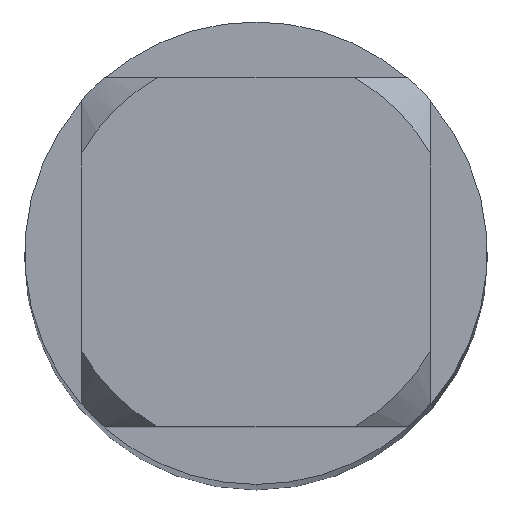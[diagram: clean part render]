
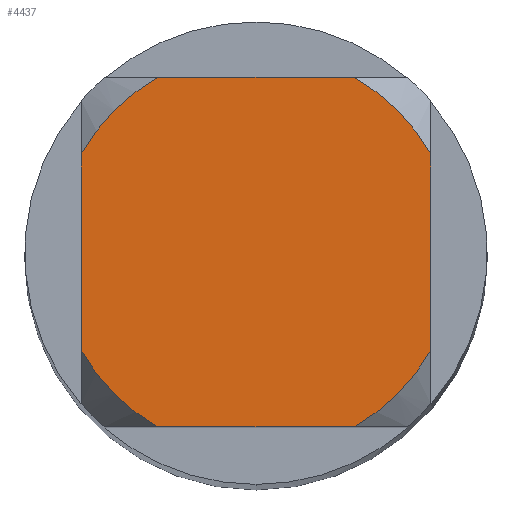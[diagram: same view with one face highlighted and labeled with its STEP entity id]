
A CAD part, top view. The second image highlights one B-rep face of the part: STEP entity #4437.
In plain terms, the highlighted planar face has unit normal (0, 0, 1).
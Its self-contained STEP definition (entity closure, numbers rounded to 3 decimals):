
#2523=EDGE_CURVE('',#5751,#3585,#7227,.T.);
#2683=EDGE_CURVE('',#6129,#3585,#7399,.T.);
#2959=VERTEX_POINT('',#7692);
#2997=EDGE_CURVE('',#6129,#3897,#7735,.T.);
#3037=EDGE_CURVE('',#3305,#2959,#7778,.T.);
#3079=EDGE_CURVE('',#5321,#6615,#7821,.T.);
#3305=VERTEX_POINT('',#8060);
#3585=VERTEX_POINT('',#8362);
#3897=VERTEX_POINT('',#8702);
#4255=EDGE_CURVE('',#3305,#6615,#9096,.T.);
#4437=ADVANCED_FACE('',(#9293),#9294,.T.);
#4577=EDGE_CURVE('',#5321,#3897,#9446,.T.);
#4873=EDGE_CURVE('',#5751,#2959,#9769,.T.);
#5321=VERTEX_POINT('',#10264);
#5751=VERTEX_POINT('',#10729);
#6129=VERTEX_POINT('',#11146);
#6615=VERTEX_POINT('',#11679);
#7227=CIRCLE('',#12455,1.95);
#7399=LINE('',#12755,#12756);
#7692=CARTESIAN_POINT('',(-1.7,-0.955,0.0));
#7735=CIRCLE('',#13367,1.95);
#7778=CIRCLE('',#13435,1.95);
#7821=CIRCLE('',#13529,1.95);
#8060=CARTESIAN_POINT('',(-0.955,-1.7,0.0));
#8362=CARTESIAN_POINT('',(-0.955,1.7,0.0));
#8702=CARTESIAN_POINT('',(1.7,0.955,0.0));
#9096=LINE('',#15895,#15896);
#9293=FACE_OUTER_BOUND('',#16196,.T.);
#9294=PLANE('',#16197);
#9446=LINE('',#16490,#16491);
#9769=LINE('',#17092,#17093);
#10264=CARTESIAN_POINT('',(1.7,-0.955,0.0));
#10729=CARTESIAN_POINT('',(-1.7,0.955,0.0));
#11146=CARTESIAN_POINT('',(0.955,1.7,0.0));
#11679=CARTESIAN_POINT('',(0.955,-1.7,0.0));
#12455=AXIS2_PLACEMENT_3D('',#21360,#21361,#21362);
#12755=CARTESIAN_POINT('',(0.0,1.7,0.0));
#12756=VECTOR('',#21522,1.0);
#13367=AXIS2_PLACEMENT_3D('',#21830,#21831,#21832);
#13435=AXIS2_PLACEMENT_3D('',#21873,#21874,#21875);
#13529=AXIS2_PLACEMENT_3D('',#21903,#21904,#21905);
#15895=CARTESIAN_POINT('',(0.0,-1.7,0.0));
#15896=VECTOR('',#23361,1.0);
#16196=EDGE_LOOP('',(#23554,#23555,#23556,#23557,#23558,#23559,#23560,#23561));
#16197=AXIS2_PLACEMENT_3D('',#23562,#23563,#23564);
#16490=CARTESIAN_POINT('',(1.7,0.488,0.0));
#16491=VECTOR('',#23725,1.0);
#17092=CARTESIAN_POINT('',(-1.7,0.488,0.0));
#17093=VECTOR('',#24217,1.0);
#21360=CARTESIAN_POINT('',(0.0,0.0,0.0));
#21361=DIRECTION('',(0.0,0.0,-1.0));
#21362=DIRECTION('',(0.0,1.0,0.0));
#21522=DIRECTION('',(-1.0,0.0,0.0));
#21830=CARTESIAN_POINT('',(0.0,0.0,0.0));
#21831=DIRECTION('',(0.0,0.0,-1.0));
#21832=DIRECTION('',(0.0,1.0,0.0));
#21873=CARTESIAN_POINT('',(0.0,0.0,0.0));
#21874=DIRECTION('',(0.0,0.0,-1.0));
#21875=DIRECTION('',(0.0,1.0,0.0));
#21903=CARTESIAN_POINT('',(0.0,0.0,0.0));
#21904=DIRECTION('',(0.0,0.0,-1.0));
#21905=DIRECTION('',(0.0,1.0,0.0));
#23361=DIRECTION('',(1.0,0.0,0.0));
#23554=ORIENTED_EDGE('',*,*,#4873,.T.);
#23555=ORIENTED_EDGE('',*,*,#3037,.F.);
#23556=ORIENTED_EDGE('',*,*,#4255,.T.);
#23557=ORIENTED_EDGE('',*,*,#3079,.F.);
#23558=ORIENTED_EDGE('',*,*,#4577,.T.);
#23559=ORIENTED_EDGE('',*,*,#2997,.F.);
#23560=ORIENTED_EDGE('',*,*,#2683,.T.);
#23561=ORIENTED_EDGE('',*,*,#2523,.F.);
#23562=CARTESIAN_POINT('',(0.0,0.975,0.0));
#23563=DIRECTION('',(-0.0,0.0,1.0));
#23564=DIRECTION('',(0.0,-1.0,0.0));
#23725=DIRECTION('',(-0.0,1.0,0.0));
#24217=DIRECTION('',(-0.0,-1.0,0.0));
